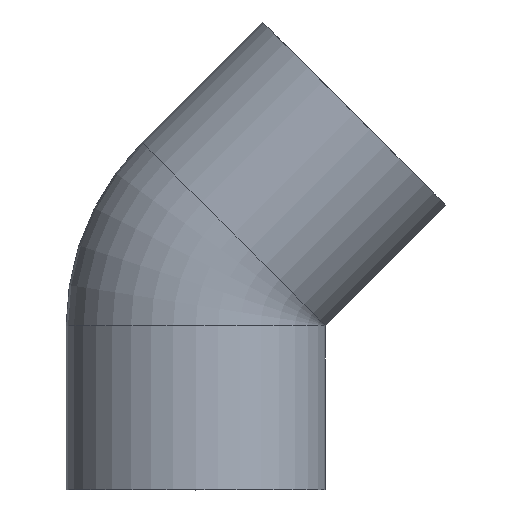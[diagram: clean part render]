
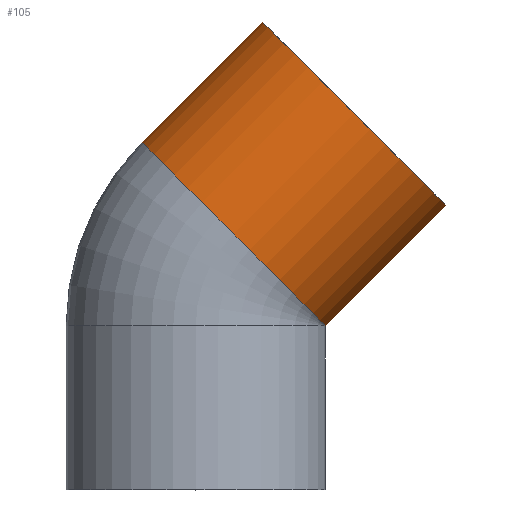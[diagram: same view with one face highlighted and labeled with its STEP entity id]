
A CAD part, top view. The second image highlights one B-rep face of the part: STEP entity #105.
In plain terms, the highlighted cylindrical face has radius 140 mm (diameter 280 mm), a partial arc.
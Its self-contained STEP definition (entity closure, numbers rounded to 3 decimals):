
#8 = EDGE_LOOP ( 'NONE', ( #264, #110, #399, #291 ) ) ;
#28 = LINE ( 'NONE', #184, #94 ) ;
#40 = EDGE_CURVE ( 'NONE', #79, #295, #241, .T. ) ;
#61 = VECTOR ( 'NONE', #149, 1000. ) ;
#66 = CARTESIAN_POINT ( 'NONE',  ( -57.99, 375., 0. ) ) ;
#79 = VERTEX_POINT ( 'NONE', #281 ) ;
#89 = DIRECTION ( 'NONE',  ( 0., 0., 1. ) ) ;
#94 = VECTOR ( 'NONE', #312, 1000. ) ;
#95 = CARTESIAN_POINT ( 'NONE',  ( 41.005, 276.005, 0. ) ) ;
#98 = CARTESIAN_POINT ( 'NONE',  ( 41.005, 276.005, 0. ) ) ;
#105 = ADVANCED_FACE ( 'NONE', ( #282 ), #391, .T. ) ;
#110 = ORIENTED_EDGE ( 'NONE', *, *, #219, .T. ) ;
#112 = AXIS2_PLACEMENT_3D ( 'NONE', #98, #217, #338 ) ;
#120 = CIRCLE ( 'NONE', #112, 140. ) ;
#149 = DIRECTION ( 'NONE',  ( 0.707, 0.707, 0. ) ) ;
#151 = EDGE_CURVE ( 'NONE', #316, #260, #120, .T. ) ;
#154 = AXIS2_PLACEMENT_3D ( 'NONE', #95, #249, #366 ) ;
#184 = CARTESIAN_POINT ( 'NONE',  ( 140., 177.01, 0. ) ) ;
#217 = DIRECTION ( 'NONE',  ( 0.707, 0.707, 0. ) ) ;
#219 = EDGE_CURVE ( 'NONE', #260, #295, #28, .T. ) ;
#221 = CARTESIAN_POINT ( 'NONE',  ( 140., 177.01, 0. ) ) ;
#232 = AXIS2_PLACEMENT_3D ( 'NONE', #278, #387, #89 ) ;
#241 = CIRCLE ( 'NONE', #232, 140. ) ;
#249 = DIRECTION ( 'NONE',  ( 0.707, 0.707, 0. ) ) ;
#260 = VERTEX_POINT ( 'NONE', #221 ) ;
#264 = ORIENTED_EDGE ( 'NONE', *, *, #151, .T. ) ;
#278 = CARTESIAN_POINT ( 'NONE',  ( 171., 406., 0. ) ) ;
#281 = CARTESIAN_POINT ( 'NONE',  ( 72.005, 504.995, 0. ) ) ;
#282 = FACE_OUTER_BOUND ( 'NONE', #8, .T. ) ;
#291 = ORIENTED_EDGE ( 'NONE', *, *, #333, .F. ) ;
#295 = VERTEX_POINT ( 'NONE', #372 ) ;
#312 = DIRECTION ( 'NONE',  ( 0.707, 0.707, 0. ) ) ;
#315 = LINE ( 'NONE', #424, #61 ) ;
#316 = VERTEX_POINT ( 'NONE', #66 ) ;
#333 = EDGE_CURVE ( 'NONE', #316, #79, #315, .T. ) ;
#338 = DIRECTION ( 'NONE',  ( 0., 0., 1. ) ) ;
#366 = DIRECTION ( 'NONE',  ( -0.707, 0.707, 0. ) ) ;
#372 = CARTESIAN_POINT ( 'NONE',  ( 269.995, 307.005, 0. ) ) ;
#387 = DIRECTION ( 'NONE',  ( 0.707, 0.707, 0. ) ) ;
#391 = CYLINDRICAL_SURFACE ( 'NONE', #154, 140. ) ;
#399 = ORIENTED_EDGE ( 'NONE', *, *, #40, .F. ) ;
#424 = CARTESIAN_POINT ( 'NONE',  ( -57.99, 375., 0. ) ) ;
